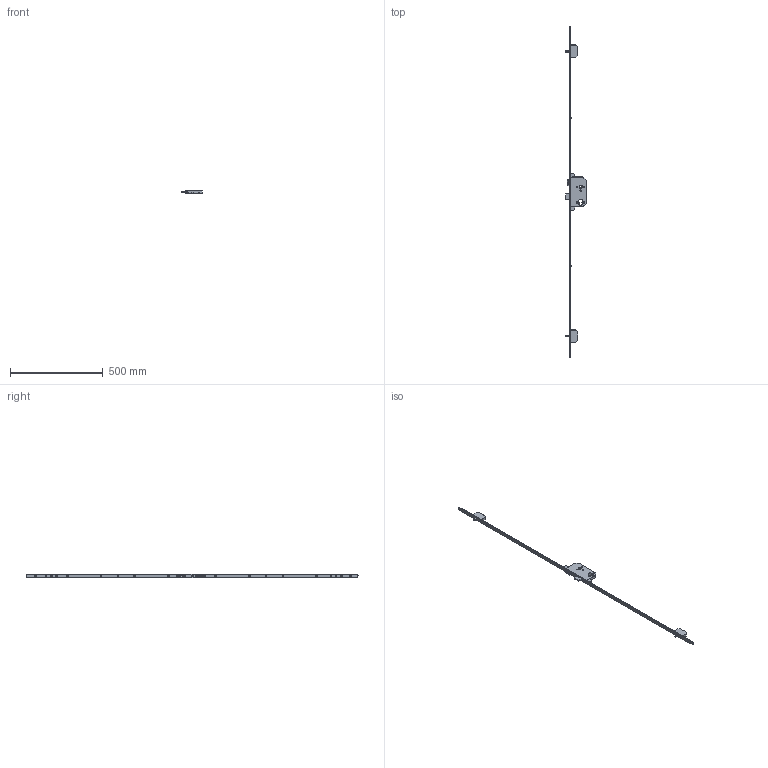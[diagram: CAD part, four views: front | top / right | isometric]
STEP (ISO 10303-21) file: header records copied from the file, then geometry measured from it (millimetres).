
FILE_DESCRIPTION (( 'STEP AP203' ), '1' );
FILE_NAME ('PR30350_DM60_18.STEP', '2023-11-16T16:28:05', ( '' ), ( '' ), 'SwSTEP 2.0', 'SolidWorks 2022', '' );
FILE_SCHEMA (( 'CONFIG_CONTROL_DESIGN' ));
Length unit declared in the file: millimetre
Products named in the file (10): D001345066-000_D001345066-064_DM60_PE; D001479996-001; D001345395-000_D001345395-001; D001127682-000_D001127682-001; PR30350_DM60_18; D001345388-001; D001304431-000_D001304431-018; D001345393-000_D001345393-001; D001345368-001; D001313544-001
Assembly tree (19 placements, depth 2):
  PR30350_DM60_18
    D001345066-000_D001345066-064_DM60_PE
    D001304431-000_D001304431-018
    D001345368-001
    D001345395-000_D001345395-001  x2
    D001345388-001
    D001345393-000_D001345393-001  x2
    D001127682-000_D001127682-001  x7
    D001313544-001  x2
    D001479996-001  x2
Bounding box: 110.04 x 1788 x 18 mm (x, y, z)
Volume: 413385.1 mm3; surface area: 177288.9 mm2
Topology: 27 solids, 27 shells, 1158 faces, 2829 edges, 1739 vertices
Faces by surface type: plane 549, cylinder 449, cone 88, torus 40, sphere 28, bspline 4
Entity records: 22140 total; most frequent: DIRECTION 3746, CARTESIAN_POINT 3728, ORIENTED_EDGE 3448, EDGE_CURVE 1724, AXIS2_PLACEMENT_3D 1357, VERTEX_POINT 1091, LINE 1032, VECTOR 1032
